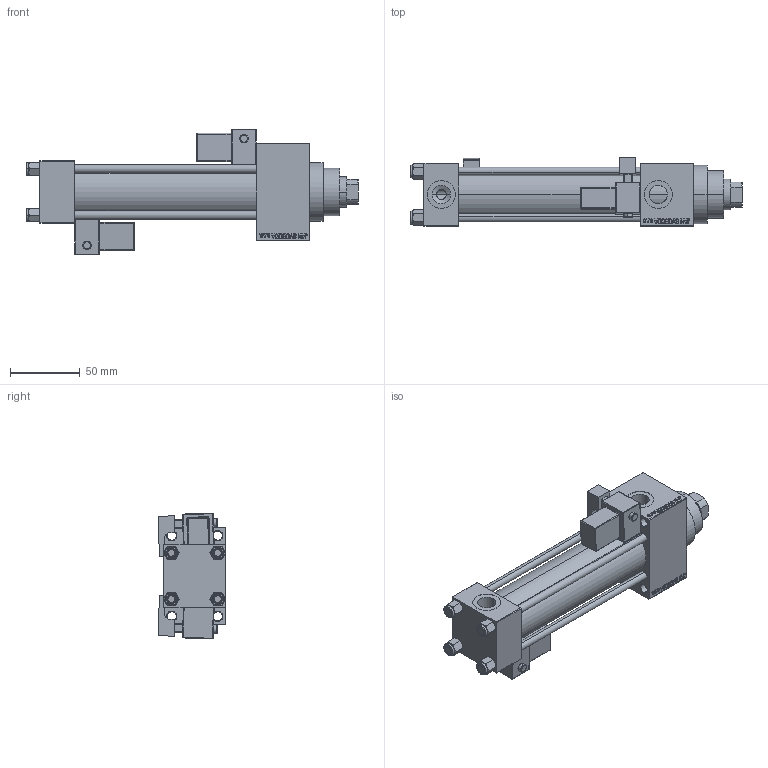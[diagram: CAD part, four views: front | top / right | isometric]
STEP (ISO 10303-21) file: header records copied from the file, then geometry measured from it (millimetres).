
FILE_DESCRIPTION (( 'STEP AP203' ), '1' );
FILE_NAME ('1ecb.STEP', '2022-04-14T09:42:12', ( '' ), ( '' ), 'SwSTEP 2.0', 'SolidWorks 2019', '' );
FILE_SCHEMA (( 'CONFIG_CONTROL_DESIGN' ));
Length unit declared in the file: millimetre
Products named in the file (7): V215CR_VCP_D 5d89546d6e8adbea89907ddb0110e423; NUT_M5_D 5d89546d6e8adbea89907ddb0110e423; V215CR_D_Body 5d89546d6e8adbea89907ddb0110e423; V215CR_D_TYCINKA 5d89546d6e8adbea89907ddb0110e423; V215CR_MSU 5d89546d6e8adbea89907ddb0110e423; 1ecb; V215_VC_A 5d89546d6e8adbea89907ddb0110e423
Assembly tree (13 placements, depth 2):
  1ecb
    V215CR_D_Body 5d89546d6e8adbea89907ddb0110e423
    V215CR_VCP_D 5d89546d6e8adbea89907ddb0110e423
    NUT_M5_D 5d89546d6e8adbea89907ddb0110e423  x4
    V215CR_D_TYCINKA 5d89546d6e8adbea89907ddb0110e423  x4
    V215_VC_A 5d89546d6e8adbea89907ddb0110e423
    V215CR_MSU 5d89546d6e8adbea89907ddb0110e423  x2
Bounding box: 238 x 48.72 x 90.31 mm (x, y, z)
Volume: 349381.7 mm3; surface area: 121038 mm2
Topology: 13 solids, 13 shells, 1262 faces, 3120 edges, 1979 vertices
Faces by surface type: plane 558, bspline 368, cylinder 148, cone 144, sphere 24, torus 20
Entity records: 49470 total; most frequent: CARTESIAN_POINT 25418, ORIENTED_EDGE 5338, DIRECTION 3597, EDGE_CURVE 2669, VERTEX_POINT 1735, VECTOR 1609, LINE 1609, EDGE_LOOP 1198
